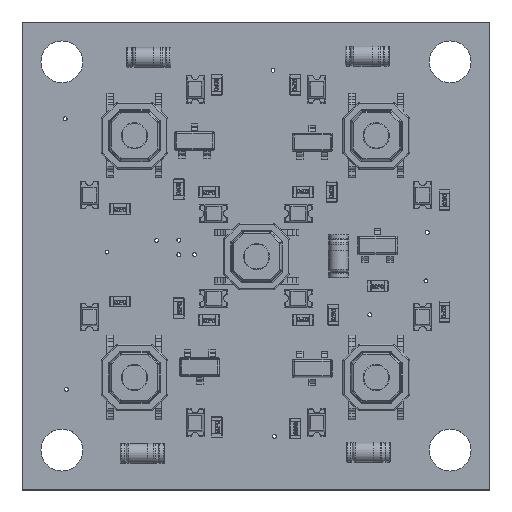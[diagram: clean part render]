
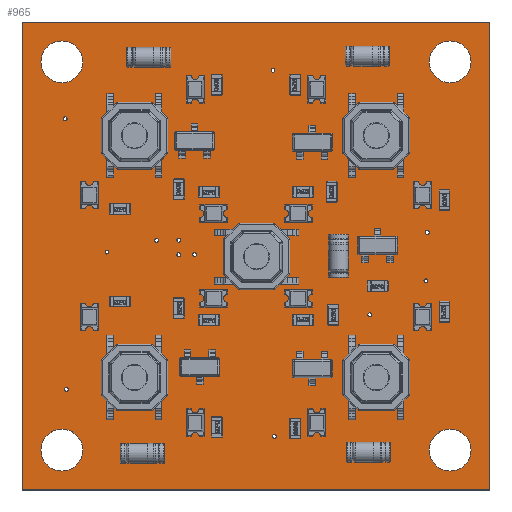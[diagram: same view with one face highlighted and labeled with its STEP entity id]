
A CAD part, top view. The second image highlights one B-rep face of the part: STEP entity #965.
In plain terms, the highlighted planar face has unit normal (0, 0, 1).
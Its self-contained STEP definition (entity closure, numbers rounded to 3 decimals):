
#228 = VERTEX_POINT('',#229);
#229 = CARTESIAN_POINT('',(-17.9,2.1,1.619));
#235 = EDGE_CURVE('',#228,#236,#238,.T.);
#236 = VERTEX_POINT('',#237);
#237 = CARTESIAN_POINT('',(-17.9,17.9,1.619));
#238 = LINE('',#239,#240);
#239 = CARTESIAN_POINT('',(-17.9,2.1,1.619));
#240 = VECTOR('',#241,1.);
#241 = DIRECTION('',(0.,1.,0.));
#266 = EDGE_CURVE('',#236,#267,#269,.T.);
#267 = VERTEX_POINT('',#268);
#268 = CARTESIAN_POINT('',(17.9,17.9,1.619));
#269 = LINE('',#270,#271);
#270 = CARTESIAN_POINT('',(-17.9,17.9,1.619));
#271 = VECTOR('',#272,1.);
#272 = DIRECTION('',(1.,0.,0.));
#297 = EDGE_CURVE('',#267,#298,#300,.T.);
#298 = VERTEX_POINT('',#299);
#299 = CARTESIAN_POINT('',(17.9,-17.9,1.619));
#300 = LINE('',#301,#302);
#301 = CARTESIAN_POINT('',(17.9,17.9,1.619));
#302 = VECTOR('',#303,1.);
#303 = DIRECTION('',(0.,-1.,0.));
#328 = EDGE_CURVE('',#298,#329,#331,.T.);
#329 = VERTEX_POINT('',#330);
#330 = CARTESIAN_POINT('',(-17.9,-17.9,1.619));
#331 = LINE('',#332,#333);
#332 = CARTESIAN_POINT('',(17.9,-17.9,1.619));
#333 = VECTOR('',#334,1.);
#334 = DIRECTION('',(-1.,0.,0.));
#359 = EDGE_CURVE('',#329,#228,#360,.T.);
#360 = LINE('',#361,#362);
#361 = CARTESIAN_POINT('',(-17.9,-17.9,1.619));
#362 = VECTOR('',#363,1.);
#363 = DIRECTION('',(0.,1.,0.));
#383 = VERTEX_POINT('',#384);
#384 = CARTESIAN_POINT('',(-13.25,-14.85,1.619));
#390 = EDGE_CURVE('',#383,#383,#391,.T.);
#391 = CIRCLE('',#392,1.6);
#392 = AXIS2_PLACEMENT_3D('',#393,#394,#395);
#393 = CARTESIAN_POINT('',(-14.85,-14.85,1.619));
#394 = DIRECTION('',(0.,0.,1.));
#395 = DIRECTION('',(1.,0.,0.));
#416 = VERTEX_POINT('',#417);
#417 = CARTESIAN_POINT('',(-14.35,-10.2,1.619));
#423 = EDGE_CURVE('',#416,#416,#424,.T.);
#424 = CIRCLE('',#425,0.15);
#425 = AXIS2_PLACEMENT_3D('',#426,#427,#428);
#426 = CARTESIAN_POINT('',(-14.5,-10.2,1.619));
#427 = DIRECTION('',(0.,0.,1.));
#428 = DIRECTION('',(1.,0.,0.));
#449 = VERTEX_POINT('',#450);
#450 = CARTESIAN_POINT('',(-5.75,0.1,1.619));
#456 = EDGE_CURVE('',#449,#449,#457,.T.);
#457 = CIRCLE('',#458,0.15);
#458 = AXIS2_PLACEMENT_3D('',#459,#460,#461);
#459 = CARTESIAN_POINT('',(-5.9,0.1,1.619));
#460 = DIRECTION('',(0.,0.,1.));
#461 = DIRECTION('',(1.,0.,0.));
#482 = VERTEX_POINT('',#483);
#483 = CARTESIAN_POINT('',(-11.25,0.3,1.619));
#489 = EDGE_CURVE('',#482,#482,#490,.T.);
#490 = CIRCLE('',#491,0.15);
#491 = AXIS2_PLACEMENT_3D('',#492,#493,#494);
#492 = CARTESIAN_POINT('',(-11.4,0.3,1.619));
#493 = DIRECTION('',(0.,0.,1.));
#494 = DIRECTION('',(1.,0.,0.));
#515 = VERTEX_POINT('',#516);
#516 = CARTESIAN_POINT('',(-14.45,10.5,1.619));
#522 = EDGE_CURVE('',#515,#515,#523,.T.);
#523 = CIRCLE('',#524,0.15);
#524 = AXIS2_PLACEMENT_3D('',#525,#526,#527);
#525 = CARTESIAN_POINT('',(-14.6,10.5,1.619));
#526 = DIRECTION('',(0.,0.,1.));
#527 = DIRECTION('',(1.,0.,0.));
#548 = VERTEX_POINT('',#549);
#549 = CARTESIAN_POINT('',(-13.25,14.85,1.619));
#555 = EDGE_CURVE('',#548,#548,#556,.T.);
#556 = CIRCLE('',#557,1.6);
#557 = AXIS2_PLACEMENT_3D('',#558,#559,#560);
#558 = CARTESIAN_POINT('',(-14.85,14.85,1.619));
#559 = DIRECTION('',(0.,0.,1.));
#560 = DIRECTION('',(1.,0.,0.));
#581 = VERTEX_POINT('',#582);
#582 = CARTESIAN_POINT('',(-5.75,1.2,1.619));
#588 = EDGE_CURVE('',#581,#581,#589,.T.);
#589 = CIRCLE('',#590,0.15);
#590 = AXIS2_PLACEMENT_3D('',#591,#592,#593);
#591 = CARTESIAN_POINT('',(-5.9,1.2,1.619));
#592 = DIRECTION('',(0.,0.,1.));
#593 = DIRECTION('',(1.,0.,0.));
#614 = VERTEX_POINT('',#615);
#615 = CARTESIAN_POINT('',(-7.45,1.2,1.619));
#621 = EDGE_CURVE('',#614,#614,#622,.T.);
#622 = CIRCLE('',#623,0.15);
#623 = AXIS2_PLACEMENT_3D('',#624,#625,#626);
#624 = CARTESIAN_POINT('',(-7.6,1.2,1.619));
#625 = DIRECTION('',(0.,0.,1.));
#626 = DIRECTION('',(1.,0.,0.));
#647 = VERTEX_POINT('',#648);
#648 = CARTESIAN_POINT('',(1.55,-13.8,1.619));
#654 = EDGE_CURVE('',#647,#647,#655,.T.);
#655 = CIRCLE('',#656,0.15);
#656 = AXIS2_PLACEMENT_3D('',#657,#658,#659);
#657 = CARTESIAN_POINT('',(1.4,-13.8,1.619));
#658 = DIRECTION('',(0.,0.,1.));
#659 = DIRECTION('',(1.,0.,0.));
#680 = VERTEX_POINT('',#681);
#681 = CARTESIAN_POINT('',(8.85,-4.5,1.619));
#687 = EDGE_CURVE('',#680,#680,#688,.T.);
#688 = CIRCLE('',#689,0.15);
#689 = AXIS2_PLACEMENT_3D('',#690,#691,#692);
#690 = CARTESIAN_POINT('',(8.7,-4.5,1.619));
#691 = DIRECTION('',(0.,0.,1.));
#692 = DIRECTION('',(1.,0.,0.));
#713 = VERTEX_POINT('',#714);
#714 = CARTESIAN_POINT('',(16.45,-14.85,1.619));
#720 = EDGE_CURVE('',#713,#713,#721,.T.);
#721 = CIRCLE('',#722,1.6);
#722 = AXIS2_PLACEMENT_3D('',#723,#724,#725);
#723 = CARTESIAN_POINT('',(14.85,-14.85,1.619));
#724 = DIRECTION('',(0.,0.,1.));
#725 = DIRECTION('',(1.,0.,0.));
#746 = VERTEX_POINT('',#747);
#747 = CARTESIAN_POINT('',(13.15,-1.9,1.619));
#753 = EDGE_CURVE('',#746,#746,#754,.T.);
#754 = CIRCLE('',#755,0.15);
#755 = AXIS2_PLACEMENT_3D('',#756,#757,#758);
#756 = CARTESIAN_POINT('',(13.,-1.9,1.619));
#757 = DIRECTION('',(0.,0.,1.));
#758 = DIRECTION('',(1.,0.,0.));
#779 = VERTEX_POINT('',#780);
#780 = CARTESIAN_POINT('',(-4.55,0.1,1.619));
#786 = EDGE_CURVE('',#779,#779,#787,.T.);
#787 = CIRCLE('',#788,0.15);
#788 = AXIS2_PLACEMENT_3D('',#789,#790,#791);
#789 = CARTESIAN_POINT('',(-4.7,0.1,1.619));
#790 = DIRECTION('',(0.,0.,1.));
#791 = DIRECTION('',(1.,0.,0.));
#812 = VERTEX_POINT('',#813);
#813 = CARTESIAN_POINT('',(1.45,14.2,1.619));
#819 = EDGE_CURVE('',#812,#812,#820,.T.);
#820 = CIRCLE('',#821,0.15);
#821 = AXIS2_PLACEMENT_3D('',#822,#823,#824);
#822 = CARTESIAN_POINT('',(1.3,14.2,1.619));
#823 = DIRECTION('',(0.,0.,1.));
#824 = DIRECTION('',(1.,0.,0.));
#845 = VERTEX_POINT('',#846);
#846 = CARTESIAN_POINT('',(13.25,1.8,1.619));
#852 = EDGE_CURVE('',#845,#845,#853,.T.);
#853 = CIRCLE('',#854,0.15);
#854 = AXIS2_PLACEMENT_3D('',#855,#856,#857);
#855 = CARTESIAN_POINT('',(13.1,1.8,1.619));
#856 = DIRECTION('',(0.,0.,1.));
#857 = DIRECTION('',(1.,0.,0.));
#878 = VERTEX_POINT('',#879);
#879 = CARTESIAN_POINT('',(16.45,14.85,1.619));
#885 = EDGE_CURVE('',#878,#878,#886,.T.);
#886 = CIRCLE('',#887,1.6);
#887 = AXIS2_PLACEMENT_3D('',#888,#889,#890);
#888 = CARTESIAN_POINT('',(14.85,14.85,1.619));
#889 = DIRECTION('',(0.,0.,1.));
#890 = DIRECTION('',(1.,0.,0.));
#965 = ADVANCED_FACE('',(#966,#973,#976,#979,#982,#985,#988,#991,#994,
    #997,#1000,#1003,#1006,#1009,#1012,#1015,#1018),#1021,.T.);
#966 = FACE_BOUND('',#967,.F.);
#967 = EDGE_LOOP('',(#968,#969,#970,#971,#972));
#968 = ORIENTED_EDGE('',*,*,#235,.T.);
#969 = ORIENTED_EDGE('',*,*,#266,.T.);
#970 = ORIENTED_EDGE('',*,*,#297,.T.);
#971 = ORIENTED_EDGE('',*,*,#328,.T.);
#972 = ORIENTED_EDGE('',*,*,#359,.T.);
#973 = FACE_BOUND('',#974,.T.);
#974 = EDGE_LOOP('',(#975));
#975 = ORIENTED_EDGE('',*,*,#390,.F.);
#976 = FACE_BOUND('',#977,.T.);
#977 = EDGE_LOOP('',(#978));
#978 = ORIENTED_EDGE('',*,*,#423,.F.);
#979 = FACE_BOUND('',#980,.T.);
#980 = EDGE_LOOP('',(#981));
#981 = ORIENTED_EDGE('',*,*,#456,.F.);
#982 = FACE_BOUND('',#983,.T.);
#983 = EDGE_LOOP('',(#984));
#984 = ORIENTED_EDGE('',*,*,#489,.F.);
#985 = FACE_BOUND('',#986,.T.);
#986 = EDGE_LOOP('',(#987));
#987 = ORIENTED_EDGE('',*,*,#522,.F.);
#988 = FACE_BOUND('',#989,.T.);
#989 = EDGE_LOOP('',(#990));
#990 = ORIENTED_EDGE('',*,*,#555,.F.);
#991 = FACE_BOUND('',#992,.T.);
#992 = EDGE_LOOP('',(#993));
#993 = ORIENTED_EDGE('',*,*,#588,.F.);
#994 = FACE_BOUND('',#995,.T.);
#995 = EDGE_LOOP('',(#996));
#996 = ORIENTED_EDGE('',*,*,#621,.F.);
#997 = FACE_BOUND('',#998,.T.);
#998 = EDGE_LOOP('',(#999));
#999 = ORIENTED_EDGE('',*,*,#654,.F.);
#1000 = FACE_BOUND('',#1001,.T.);
#1001 = EDGE_LOOP('',(#1002));
#1002 = ORIENTED_EDGE('',*,*,#687,.F.);
#1003 = FACE_BOUND('',#1004,.T.);
#1004 = EDGE_LOOP('',(#1005));
#1005 = ORIENTED_EDGE('',*,*,#720,.F.);
#1006 = FACE_BOUND('',#1007,.T.);
#1007 = EDGE_LOOP('',(#1008));
#1008 = ORIENTED_EDGE('',*,*,#753,.F.);
#1009 = FACE_BOUND('',#1010,.T.);
#1010 = EDGE_LOOP('',(#1011));
#1011 = ORIENTED_EDGE('',*,*,#786,.F.);
#1012 = FACE_BOUND('',#1013,.T.);
#1013 = EDGE_LOOP('',(#1014));
#1014 = ORIENTED_EDGE('',*,*,#819,.F.);
#1015 = FACE_BOUND('',#1016,.T.);
#1016 = EDGE_LOOP('',(#1017));
#1017 = ORIENTED_EDGE('',*,*,#852,.F.);
#1018 = FACE_BOUND('',#1019,.T.);
#1019 = EDGE_LOOP('',(#1020));
#1020 = ORIENTED_EDGE('',*,*,#885,.F.);
#1021 = PLANE('',#1022);
#1022 = AXIS2_PLACEMENT_3D('',#1023,#1024,#1025);
#1023 = CARTESIAN_POINT('',(-17.9,2.1,1.619));
#1024 = DIRECTION('',(0.,0.,1.));
#1025 = DIRECTION('',(1.,0.,0.));
